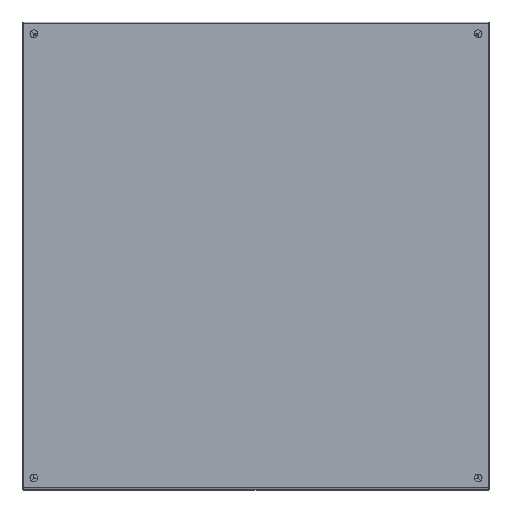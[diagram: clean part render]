
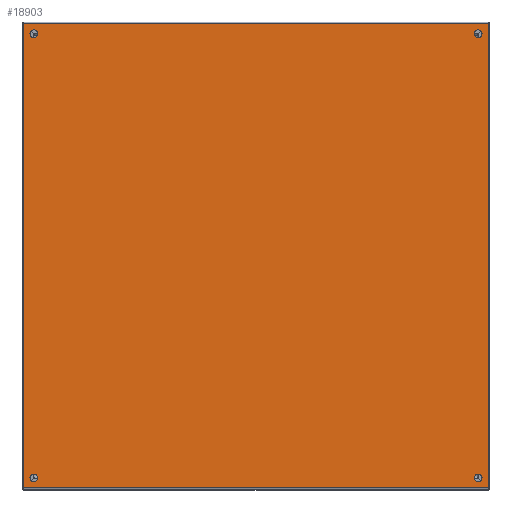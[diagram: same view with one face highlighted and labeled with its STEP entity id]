
A CAD part, top view. The second image highlights one B-rep face of the part: STEP entity #18903.
In plain terms, the highlighted face is planar.
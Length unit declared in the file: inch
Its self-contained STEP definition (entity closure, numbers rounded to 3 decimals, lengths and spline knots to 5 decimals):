
#70 = CARTESIAN_POINT ( 'NONE',  ( 0., 0.072, 14.892 ) ) ;
#377 = ORIENTED_EDGE ( 'NONE', *, *, #32932, .T. ) ;
#605 = VECTOR ( 'NONE', #2325, 39.37008 ) ;
#677 = CARTESIAN_POINT ( 'NONE',  ( 0., 29.928, -14.928 ) ) ;
#863 = FACE_BOUND ( 'NONE', #31458, .T. ) ;
#2325 = DIRECTION ( 'NONE',  ( 0., -1., 0. ) ) ;
#2370 = VERTEX_POINT ( 'NONE', #40152 ) ;
#2395 = DIRECTION ( 'NONE',  ( 0., -1., 0. ) ) ;
#2796 = DIRECTION ( 'NONE',  ( 1., 0., 0. ) ) ;
#3062 = EDGE_CURVE ( 'NONE', #35696, #21537, #4011, .T. ) ;
#3242 = EDGE_CURVE ( 'NONE', #40166, #26292, #6057, .T. ) ;
#3587 = FACE_BOUND ( 'NONE', #35332, .T. ) ;
#3602 = DIRECTION ( 'NONE',  ( 0., -1., 0. ) ) ;
#3995 = FACE_BOUND ( 'NONE', #18531, .T. ) ;
#4011 = CIRCLE ( 'NONE', #21589, 0.25 ) ;
#4060 = CIRCLE ( 'NONE', #31771, 0.25 ) ;
#4228 = DIRECTION ( 'NONE',  ( 1., 0., 0. ) ) ;
#4638 = CARTESIAN_POINT ( 'NONE',  ( 0., 0.072, 14.928 ) ) ;
#4946 = DIRECTION ( 'NONE',  ( 1., 0., 0. ) ) ;
#5506 = ORIENTED_EDGE ( 'NONE', *, *, #18341, .T. ) ;
#5936 = CARTESIAN_POINT ( 'NONE',  ( 0., 29.928, 14.892 ) ) ;
#6057 = CIRCLE ( 'NONE', #16890, 0.25 ) ;
#6545 = ORIENTED_EDGE ( 'NONE', *, *, #20265, .T. ) ;
#6583 = DIRECTION ( 'NONE',  ( 1., 0., 0. ) ) ;
#7314 = CIRCLE ( 'NONE', #25479, 0.25 ) ;
#7595 = DIRECTION ( 'NONE',  ( 1., 0., 0. ) ) ;
#8027 = EDGE_CURVE ( 'NONE', #21537, #35696, #7314, .T. ) ;
#8266 = EDGE_CURVE ( 'NONE', #16905, #9785, #31307, .T. ) ;
#8409 = CIRCLE ( 'NONE', #32033, 0.25 ) ;
#9105 = CARTESIAN_POINT ( 'NONE',  ( 0., 29.928, -14.892 ) ) ;
#9785 = VERTEX_POINT ( 'NONE', #70 ) ;
#10459 = EDGE_CURVE ( 'NONE', #11560, #33428, #22422, .T. ) ;
#10706 = EDGE_LOOP ( 'NONE', ( #5506, #36055 ) ) ;
#11108 = VERTEX_POINT ( 'NONE', #21675 ) ;
#11282 = VECTOR ( 'NONE', #36880, 39.37008 ) ;
#11497 = VERTEX_POINT ( 'NONE', #35264 ) ;
#11560 = VERTEX_POINT ( 'NONE', #36894 ) ;
#12963 = CARTESIAN_POINT ( 'NONE',  ( 0., 29.25, -14.25 ) ) ;
#13904 = CIRCLE ( 'NONE', #22661, 0.25 ) ;
#14009 = CARTESIAN_POINT ( 'NONE',  ( 0., 29., 14.25 ) ) ;
#15492 = ORIENTED_EDGE ( 'NONE', *, *, #3242, .T. ) ;
#16033 = CIRCLE ( 'NONE', #41566, 0.25 ) ;
#16547 = DIRECTION ( 'NONE',  ( 0., -1., 0. ) ) ;
#16887 = ORIENTED_EDGE ( 'NONE', *, *, #25598, .T. ) ;
#16890 = AXIS2_PLACEMENT_3D ( 'NONE', #21623, #34492, #2395 ) ;
#16905 = VERTEX_POINT ( 'NONE', #5936 ) ;
#17023 = DIRECTION ( 'NONE',  ( 0., -1., 0. ) ) ;
#18180 = VECTOR ( 'NONE', #29420, 39.37008 ) ;
#18341 = EDGE_CURVE ( 'NONE', #2370, #11108, #30843, .T. ) ;
#18531 = EDGE_LOOP ( 'NONE', ( #37279, #377 ) ) ;
#18811 = CARTESIAN_POINT ( 'NONE',  ( 0., 0.072, 14.892 ) ) ;
#18903 = ADVANCED_FACE ( 'NONE', ( #35687, #3587, #26588, #3995, #863 ), #33162, .F. ) ;
#19864 = ORIENTED_EDGE ( 'NONE', *, *, #8027, .T. ) ;
#19876 = CARTESIAN_POINT ( 'NONE',  ( 0., 29.928, -14.892 ) ) ;
#20265 = EDGE_CURVE ( 'NONE', #11560, #9785, #24032, .T. ) ;
#21072 = VERTEX_POINT ( 'NONE', #32122 ) ;
#21537 = VERTEX_POINT ( 'NONE', #33253 ) ;
#21589 = AXIS2_PLACEMENT_3D ( 'NONE', #37622, #27743, #24542 ) ;
#21623 = CARTESIAN_POINT ( 'NONE',  ( 0., 0.75, -14.25 ) ) ;
#21675 = CARTESIAN_POINT ( 'NONE',  ( 0., 29.5, -14.25 ) ) ;
#22001 = CARTESIAN_POINT ( 'NONE',  ( 0., 0.75, 14.25 ) ) ;
#22422 = LINE ( 'NONE', #19876, #18180 ) ;
#22661 = AXIS2_PLACEMENT_3D ( 'NONE', #22810, #6583, #3602 ) ;
#22810 = CARTESIAN_POINT ( 'NONE',  ( 0., 0.75, 14.25 ) ) ;
#23085 = DIRECTION ( 'NONE',  ( 1., 0., 0. ) ) ;
#23239 = LINE ( 'NONE', #677, #40060 ) ;
#23402 = CARTESIAN_POINT ( 'NONE',  ( 0., 0.072, 14.928 ) ) ;
#24032 = LINE ( 'NONE', #23402, #11282 ) ;
#24542 = DIRECTION ( 'NONE',  ( 0., -1., 0. ) ) ;
#24681 = EDGE_LOOP ( 'NONE', ( #36163, #34780, #29370, #6545 ) ) ;
#25479 = AXIS2_PLACEMENT_3D ( 'NONE', #36331, #4228, #16547 ) ;
#25598 = EDGE_CURVE ( 'NONE', #26292, #40166, #8409, .T. ) ;
#26292 = VERTEX_POINT ( 'NONE', #38930 ) ;
#26442 = ORIENTED_EDGE ( 'NONE', *, *, #3062, .T. ) ;
#26451 = CARTESIAN_POINT ( 'NONE',  ( 0., 29.25, -14.25 ) ) ;
#26588 = FACE_BOUND ( 'NONE', #10706, .T. ) ;
#27743 = DIRECTION ( 'NONE',  ( 1., 0., 0. ) ) ;
#28582 = DIRECTION ( 'NONE',  ( 0., -1., 0. ) ) ;
#29370 = ORIENTED_EDGE ( 'NONE', *, *, #10459, .F. ) ;
#29420 = DIRECTION ( 'NONE',  ( 0., 1., 0. ) ) ;
#30028 = DIRECTION ( 'NONE',  ( 0., -1., 0. ) ) ;
#30843 = CIRCLE ( 'NONE', #33492, 0.25 ) ;
#31307 = LINE ( 'NONE', #18811, #605 ) ;
#31458 = EDGE_LOOP ( 'NONE', ( #26442, #19864 ) ) ;
#31771 = AXIS2_PLACEMENT_3D ( 'NONE', #22001, #2796, #28582 ) ;
#32033 = AXIS2_PLACEMENT_3D ( 'NONE', #38562, #38150, #41509 ) ;
#32122 = CARTESIAN_POINT ( 'NONE',  ( 0., 1., 14.25 ) ) ;
#32932 = EDGE_CURVE ( 'NONE', #21072, #11497, #13904, .T. ) ;
#33162 = PLANE ( 'NONE',  #39655 ) ;
#33253 = CARTESIAN_POINT ( 'NONE',  ( 0., 29.5, 14.25 ) ) ;
#33349 = EDGE_CURVE ( 'NONE', #11108, #2370, #16033, .T. ) ;
#33428 = VERTEX_POINT ( 'NONE', #9105 ) ;
#33492 = AXIS2_PLACEMENT_3D ( 'NONE', #12963, #4946, #33882 ) ;
#33882 = DIRECTION ( 'NONE',  ( 0., -1., 0. ) ) ;
#34424 = CARTESIAN_POINT ( 'NONE',  ( 0., 0.5, -14.25 ) ) ;
#34492 = DIRECTION ( 'NONE',  ( 1., 0., 0. ) ) ;
#34780 = ORIENTED_EDGE ( 'NONE', *, *, #39996, .T. ) ;
#35264 = CARTESIAN_POINT ( 'NONE',  ( 0., 0.5, 14.25 ) ) ;
#35332 = EDGE_LOOP ( 'NONE', ( #15492, #16887 ) ) ;
#35687 = FACE_OUTER_BOUND ( 'NONE', #24681, .T. ) ;
#35696 = VERTEX_POINT ( 'NONE', #14009 ) ;
#35837 = EDGE_CURVE ( 'NONE', #11497, #21072, #4060, .T. ) ;
#36055 = ORIENTED_EDGE ( 'NONE', *, *, #33349, .T. ) ;
#36163 = ORIENTED_EDGE ( 'NONE', *, *, #8266, .F. ) ;
#36331 = CARTESIAN_POINT ( 'NONE',  ( 0., 29.25, 14.25 ) ) ;
#36880 = DIRECTION ( 'NONE',  ( 0., 0., 1. ) ) ;
#36894 = CARTESIAN_POINT ( 'NONE',  ( 0., 0.072, -14.892 ) ) ;
#37279 = ORIENTED_EDGE ( 'NONE', *, *, #35837, .T. ) ;
#37622 = CARTESIAN_POINT ( 'NONE',  ( 0., 29.25, 14.25 ) ) ;
#38150 = DIRECTION ( 'NONE',  ( 1., 0., 0. ) ) ;
#38562 = CARTESIAN_POINT ( 'NONE',  ( 0., 0.75, -14.25 ) ) ;
#38930 = CARTESIAN_POINT ( 'NONE',  ( 0., 1., -14.25 ) ) ;
#39252 = DIRECTION ( 'NONE',  ( 0., 0., -1. ) ) ;
#39655 = AXIS2_PLACEMENT_3D ( 'NONE', #4638, #7595, #30028 ) ;
#39996 = EDGE_CURVE ( 'NONE', #16905, #33428, #23239, .T. ) ;
#40060 = VECTOR ( 'NONE', #39252, 39.37008 ) ;
#40152 = CARTESIAN_POINT ( 'NONE',  ( 0., 29., -14.25 ) ) ;
#40166 = VERTEX_POINT ( 'NONE', #34424 ) ;
#41509 = DIRECTION ( 'NONE',  ( 0., -1., 0. ) ) ;
#41566 = AXIS2_PLACEMENT_3D ( 'NONE', #26451, #23085, #17023 ) ;
